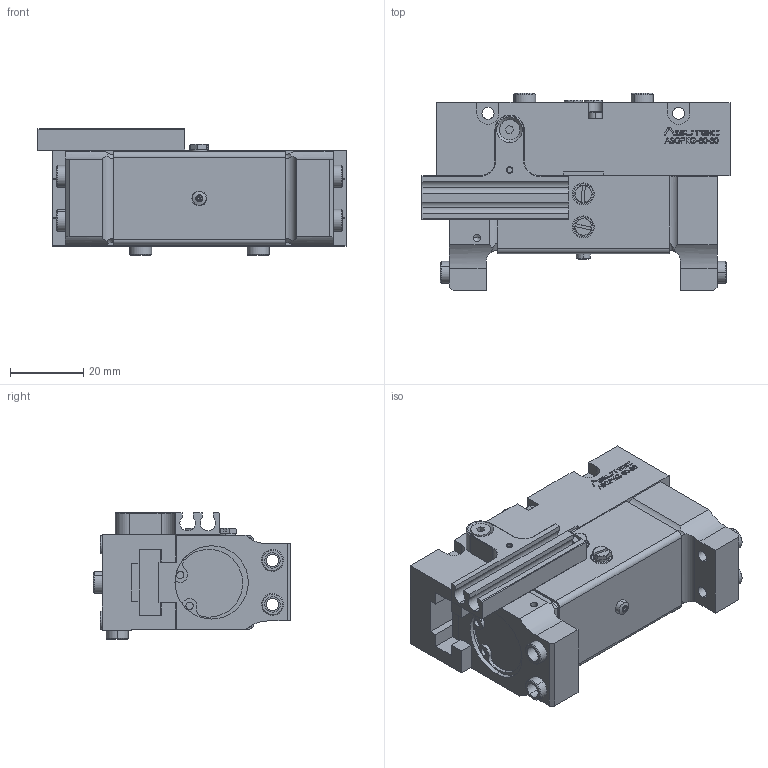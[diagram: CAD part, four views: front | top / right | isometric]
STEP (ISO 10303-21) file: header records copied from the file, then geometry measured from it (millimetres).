
FILE_DESCRIPTION (( 'STEP AP214' ), '1' );
FILE_NAME ('ASGPKG-80-30.STEP', '2025-06-26T05:32:47', ( '' ), ( '' ), 'SwSTEP 2.0', 'SolidWorks 2020', '' );
FILE_SCHEMA (( 'AUTOMOTIVE_DESIGN' ));
Length unit declared in the file: millimetre
Products named in the file (1): ASGPKG-80-30
Bounding box: 84 x 53.9 x 34.5 mm (x, y, z)
Volume: 74896.8 mm3; surface area: 39681 mm2
Topology: 6 solids, 16 shells, 1008 faces, 2542 edges, 1614 vertices
Faces by surface type: plane 435, cylinder 306, cone 123, bspline 118, torus 24, sphere 2
Entity records: 47260 total; most frequent: CARTESIAN_POINT 13432, ORIENTED_EDGE 5028, DIRECTION 4673, EDGE_CURVE 2514, AXIS2_PLACEMENT_3D 1627, VERTEX_POINT 1614, LINE 1419, VECTOR 1419
